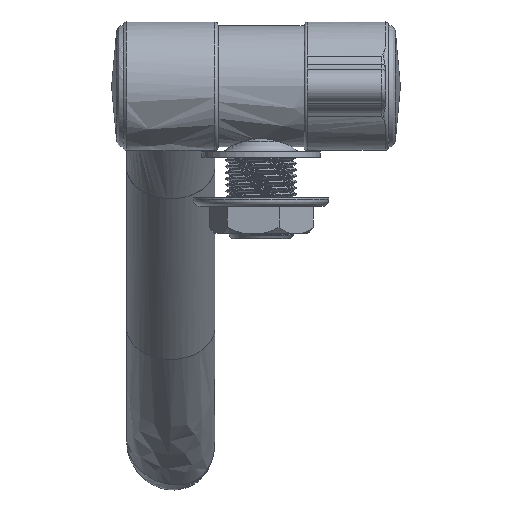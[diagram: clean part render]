
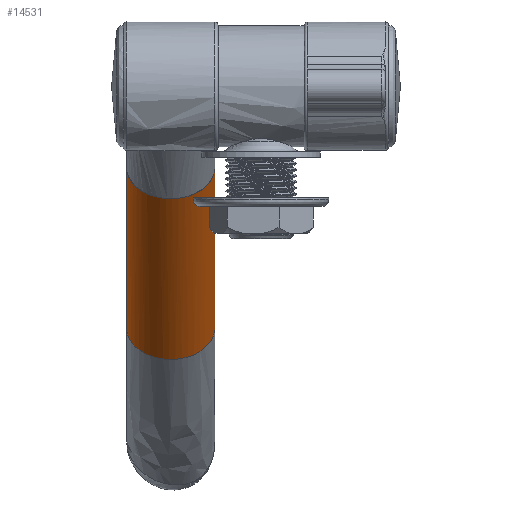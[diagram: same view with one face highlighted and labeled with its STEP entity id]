
A CAD part, front view. The second image highlights one B-rep face of the part: STEP entity #14531.
In plain terms, the highlighted free-form (B-spline) face has degree [2, 1] with [5, 2] control points.
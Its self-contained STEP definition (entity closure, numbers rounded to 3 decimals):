
#14097 = VERTEX_POINT('',#14098);
#14098 = CARTESIAN_POINT('',(-59.189,35.844,
    -4.535));
#14137 = VERTEX_POINT('',#14138);
#14138 = CARTESIAN_POINT('',(-59.189,106.679,
    -75.369));
#14144 = EDGE_CURVE('',#14097,#14137,#14145,.T.);
#14145 = B_SPLINE_CURVE_WITH_KNOTS('',1,(#14146,#14147),.UNSPECIFIED.,
  .F.,.F.,(2,2),(-65.493,1.697),
  .PIECEWISE_BEZIER_KNOTS.);
#14146 = CARTESIAN_POINT('',(-59.189,35.844,
    -4.535));
#14147 = CARTESIAN_POINT('',(-59.189,106.679,
    -75.369));
#14212 = VERTEX_POINT('',#14213);
#14213 = CARTESIAN_POINT('',(-20.426,35.844,
    -4.535));
#14218 = EDGE_CURVE('',#14219,#14212,#14221,.T.);
#14219 = VERTEX_POINT('',#14220);
#14220 = CARTESIAN_POINT('',(-20.426,106.679,
    -75.369));
#14221 = B_SPLINE_CURVE_WITH_KNOTS('',1,(#14222,#14223),.UNSPECIFIED.,
  .F.,.F.,(2,2),(-1.697,65.493),
  .PIECEWISE_BEZIER_KNOTS.);
#14222 = CARTESIAN_POINT('',(-20.426,106.679,
    -75.369));
#14223 = CARTESIAN_POINT('',(-20.426,35.844,
    -4.535));
#14519 = EDGE_CURVE('',#14212,#14097,#14520,.T.);
#14520 = ( BOUNDED_CURVE() B_SPLINE_CURVE(2,(#14521,#14522,#14523,#14524
,#14525),.UNSPECIFIED.,.F.,.F.) B_SPLINE_CURVE_WITH_KNOTS((3,2,3),(
    3.927,5.498,7.069),
.PIECEWISE_BEZIER_KNOTS.) CURVE() GEOMETRIC_REPRESENTATION_ITEM() 
RATIONAL_B_SPLINE_CURVE((1.,0.707,1.,0.707,1.)) 
REPRESENTATION_ITEM('') );
#14521 = CARTESIAN_POINT('',(-20.426,35.844,
    -4.535));
#14522 = CARTESIAN_POINT('',(-20.426,22.139,
    -18.24));
#14523 = CARTESIAN_POINT('',(-39.808,22.139,
    -18.24));
#14524 = CARTESIAN_POINT('',(-59.189,22.139,
    -18.24));
#14525 = CARTESIAN_POINT('',(-59.189,35.844,
    -4.535));
#14531 = ADVANCED_FACE('',(#14532),#14545,.T.);
#14532 = FACE_BOUND('',#14533,.T.);
#14533 = EDGE_LOOP('',(#14534,#14535,#14536,#14544));
#14534 = ORIENTED_EDGE('',*,*,#14519,.T.);
#14535 = ORIENTED_EDGE('',*,*,#14144,.T.);
#14536 = ORIENTED_EDGE('',*,*,#14537,.T.);
#14537 = EDGE_CURVE('',#14137,#14219,#14538,.T.);
#14538 = ( BOUNDED_CURVE() B_SPLINE_CURVE(2,(#14539,#14540,#14541,#14542
,#14543),.UNSPECIFIED.,.F.,.F.) B_SPLINE_CURVE_WITH_KNOTS((3,2,3),(
    4.712,6.283,7.854),
.PIECEWISE_BEZIER_KNOTS.) CURVE() GEOMETRIC_REPRESENTATION_ITEM() 
RATIONAL_B_SPLINE_CURVE((1.,0.707,1.,0.707,1.)) 
REPRESENTATION_ITEM('') );
#14539 = CARTESIAN_POINT('',(-59.189,106.679,
    -75.369));
#14540 = CARTESIAN_POINT('',(-59.189,92.974,
    -89.075));
#14541 = CARTESIAN_POINT('',(-39.808,92.974,
    -89.075));
#14542 = CARTESIAN_POINT('',(-20.426,92.974,
    -89.075));
#14543 = CARTESIAN_POINT('',(-20.426,106.679,
    -75.369));
#14544 = ORIENTED_EDGE('',*,*,#14218,.T.);
#14545 = ( BOUNDED_SURFACE() B_SPLINE_SURFACE(2,1,(
    (#14546,#14547)
    ,(#14548,#14549)
    ,(#14550,#14551)
    ,(#14552,#14553)
    ,(#14554,#14555
)),.UNSPECIFIED.,.F.,.F.,.F.) B_SPLINE_SURFACE_WITH_KNOTS((3,2,3),(2,2),
  (-0.785,0.785,2.356),(-65.493,
1.697),.UNSPECIFIED.) GEOMETRIC_REPRESENTATION_ITEM() 
RATIONAL_B_SPLINE_SURFACE((
    (1.,1.)
    ,(0.707,0.707)
    ,(1.,1.)
    ,(0.707,0.707)
,(1.,1.))) REPRESENTATION_ITEM('') SURFACE() );
#14546 = CARTESIAN_POINT('',(-20.426,35.844,
    -4.535));
#14547 = CARTESIAN_POINT('',(-20.426,106.679,
    -75.369));
#14548 = CARTESIAN_POINT('',(-20.426,22.139,
    -18.24));
#14549 = CARTESIAN_POINT('',(-20.426,92.974,
    -89.075));
#14550 = CARTESIAN_POINT('',(-39.808,22.139,
    -18.24));
#14551 = CARTESIAN_POINT('',(-39.808,92.974,
    -89.075));
#14552 = CARTESIAN_POINT('',(-59.189,22.139,
    -18.24));
#14553 = CARTESIAN_POINT('',(-59.189,92.974,
    -89.075));
#14554 = CARTESIAN_POINT('',(-59.189,35.844,
    -4.535));
#14555 = CARTESIAN_POINT('',(-59.189,106.679,
    -75.369));
